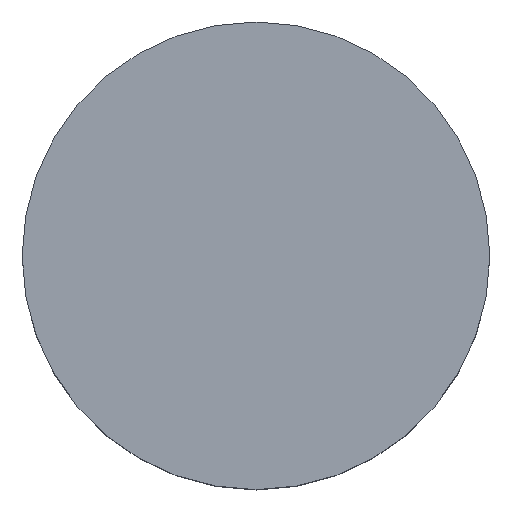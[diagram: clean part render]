
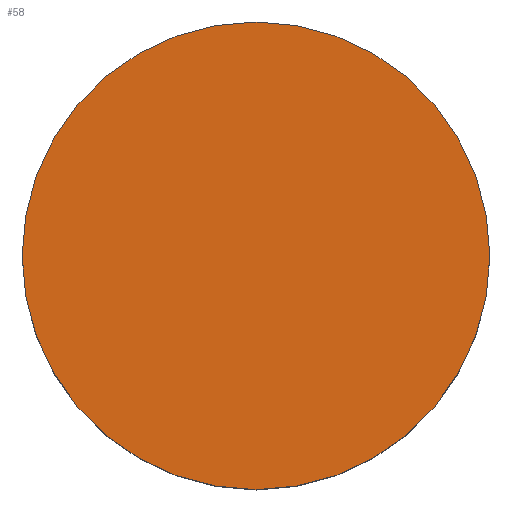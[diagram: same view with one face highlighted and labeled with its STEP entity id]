
A CAD part, top view. The second image highlights one B-rep face of the part: STEP entity #58.
In plain terms, the highlighted planar face has unit normal (0, 0, 1).
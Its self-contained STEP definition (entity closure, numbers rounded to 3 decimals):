
#33=PLANE('',#83);
#37=FACE_OUTER_BOUND('',#41,.T.);
#41=EDGE_LOOP('',(#54));
#43=CIRCLE('',#81,13.221);
#48=VERTEX_POINT('',#109);
#50=EDGE_CURVE('',#48,#48,#43,.T.);
#54=ORIENTED_EDGE('',*,*,#50,.F.);
#58=ADVANCED_FACE('',(#37),#33,.T.);
#81=AXIS2_PLACEMENT_3D('',#110,#93,#94);
#83=AXIS2_PLACEMENT_3D('',#112,#97,#98);
#93=DIRECTION('center_axis',(0.,0.,-1.));
#94=DIRECTION('ref_axis',(-1.,0.,0.));
#97=DIRECTION('center_axis',(0.,0.,1.));
#98=DIRECTION('ref_axis',(1.,0.,0.));
#109=CARTESIAN_POINT('',(13.221,0.,0.));
#110=CARTESIAN_POINT('Origin',(0.,0.,0.));
#112=CARTESIAN_POINT('Origin',(0.,0.,0.));
